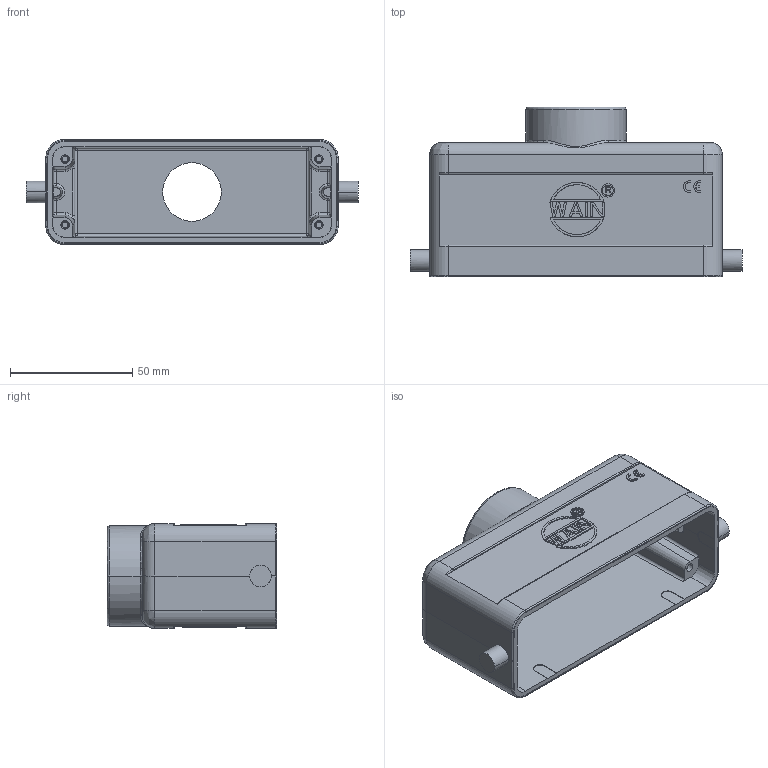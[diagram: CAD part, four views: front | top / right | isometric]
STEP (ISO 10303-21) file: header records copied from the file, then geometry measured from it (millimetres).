
FILE_DESCRIPTION(/* description */ (''),/* implementation_level */ '2;1');
FILE_NAME(/* name */ '3D_1240244151011_HV24B-TE-2B-PG21_V1.1.stp',/* time_stamp */ '2024-01-17T11:36:10+08:00',/* author */ (''),/* organization */ (''),/* preprocessor_version */ 'ST-DEVELOPER v18.1',/* originating_system */ 'SIEMENS PLM Software NX 1980',/* authorisation */ '');
FILE_SCHEMA (('AUTOMOTIVE_DESIGN { 1 0 10303 214 3 1 1 1 }'));
Length unit declared in the file: millimetre
Products named in the file (1): 14593C30272Bdulm
Bounding box: 136 x 69.5 x 43 mm (x, y, z)
Volume: 80261.7 mm3; surface area: 45505.3 mm2
Topology: 3 solids, 3 shells, 440 faces, 1119 edges, 707 vertices
Faces by surface type: plane 256, cylinder 93, cone 27, torus 26, sphere 16, bspline 14, extrusion 8
Full cylindrical faces by diameter (mm): 24 x1, 26.9 x1
Entity records: 13919 total; most frequent: CARTESIAN_POINT 3429, ORIENTED_EDGE 2198, DIRECTION 2095, EDGE_CURVE 1099, VECTOR 745, LINE 737, VERTEX_POINT 705, AXIS2_PLACEMENT_3D 675
